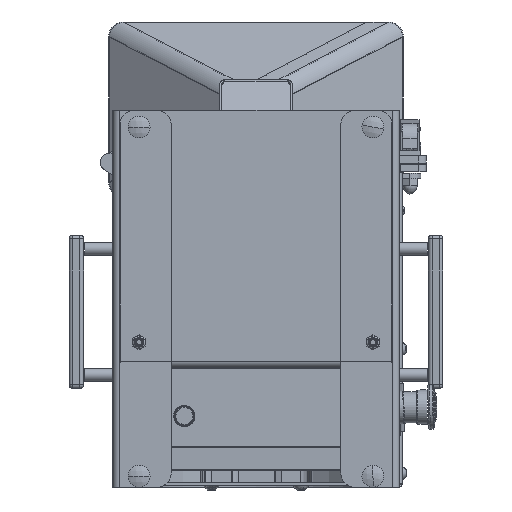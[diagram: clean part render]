
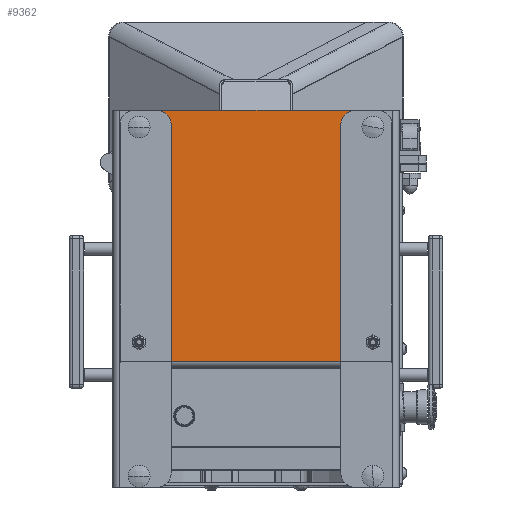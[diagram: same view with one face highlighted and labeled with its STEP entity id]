
A CAD part, front view. The second image highlights one B-rep face of the part: STEP entity #9362.
In plain terms, the highlighted planar face has unit normal (0, -1, 0).
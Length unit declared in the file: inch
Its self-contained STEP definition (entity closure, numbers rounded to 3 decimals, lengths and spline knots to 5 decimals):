
#911 = AXIS2_PLACEMENT_3D ( 'NONE', #36268, #73471, #6379 ) ;
#1902 = CARTESIAN_POINT ( 'NONE',  ( -4.005, -7.5749, 4.972 ) ) ;
#2170 = VERTEX_POINT ( 'NONE', #77851 ) ;
#2430 = DIRECTION ( 'NONE',  ( 0., 0., -1. ) ) ;
#2957 = VERTEX_POINT ( 'NONE', #19864 ) ;
#3061 = DIRECTION ( 'NONE',  ( 0., 0., -1. ) ) ;
#3348 = ORIENTED_EDGE ( 'NONE', *, *, #46567, .T. ) ;
#3818 = CARTESIAN_POINT ( 'NONE',  ( 0., -7.5749, 4.3301 ) ) ;
#6379 = DIRECTION ( 'NONE',  ( 0., 0., 1. ) ) ;
#6581 = AXIS2_PLACEMENT_3D ( 'NONE', #41686, #30963, #43269 ) ;
#6762 = EDGE_CURVE ( 'NONE', #2170, #66721, #50621, .T. ) ;
#7523 = EDGE_CURVE ( 'NONE', #39332, #35150, #12089, .T. ) ;
#7832 = ORIENTED_EDGE ( 'NONE', *, *, #33381, .T. ) ;
#7854 = ORIENTED_EDGE ( 'NONE', *, *, #6762, .F. ) ;
#8344 = CARTESIAN_POINT ( 'NONE',  ( 4.6574, -7.5749, 4.1751 ) ) ;
#8348 = VECTOR ( 'NONE', #35873, 39.37008 ) ;
#8523 = CARTESIAN_POINT ( 'NONE',  ( -4.6574, -7.5749, 4.3301 ) ) ;
#9362 = ADVANCED_FACE ( 'NONE', ( #72683, #43028, #18342, #48616, #17944 ), #66682, .T. ) ;
#10438 = CARTESIAN_POINT ( 'NONE',  ( 4.005, -7.5749, 4.839 ) ) ;
#11719 = DIRECTION ( 'NONE',  ( 0., 0., -1. ) ) ;
#12089 = CIRCLE ( 'NONE', #28675, 0.133 ) ;
#12523 = EDGE_CURVE ( 'NONE', #52493, #55204, #19102, .T. ) ;
#13104 = CARTESIAN_POINT ( 'NONE',  ( 4.6574, -7.5749, 12.9256 ) ) ;
#13297 = CIRCLE ( 'NONE', #60498, 0.133 ) ;
#14095 = VERTEX_POINT ( 'NONE', #8523 ) ;
#15285 = CARTESIAN_POINT ( 'NONE',  ( -4.005, -7.5749, 12.2145 ) ) ;
#16021 = AXIS2_PLACEMENT_3D ( 'NONE', #28674, #58203, #27913 ) ;
#16870 = EDGE_CURVE ( 'NONE', #14095, #47350, #54208, .T. ) ;
#17687 = DIRECTION ( 'NONE',  ( 0., 0., 1. ) ) ;
#17939 = CARTESIAN_POINT ( 'NONE',  ( -4.6574, -7.5749, 12.9256 ) ) ;
#17944 = FACE_OUTER_BOUND ( 'NONE', #63966, .T. ) ;
#18342 = FACE_BOUND ( 'NONE', #38869, .T. ) ;
#18828 = VECTOR ( 'NONE', #37398, 39.37008 ) ;
#19079 = EDGE_LOOP ( 'NONE', ( #3348, #71346 ) ) ;
#19102 = LINE ( 'NONE', #13104, #18828 ) ;
#19864 = CARTESIAN_POINT ( 'NONE',  ( -4.005, -7.5749, 4.839 ) ) ;
#20031 = DIRECTION ( 'NONE',  ( 0., 0., -1. ) ) ;
#20231 = DIRECTION ( 'NONE',  ( 0., 0., -1. ) ) ;
#20690 = AXIS2_PLACEMENT_3D ( 'NONE', #32347, #44650, #37898 ) ;
#21183 = VERTEX_POINT ( 'NONE', #56612 ) ;
#22412 = CARTESIAN_POINT ( 'NONE',  ( -4.005, -7.5749, 12.3475 ) ) ;
#22807 = EDGE_LOOP ( 'NONE', ( #7832, #25822 ) ) ;
#23929 = ORIENTED_EDGE ( 'NONE', *, *, #38423, .T. ) ;
#24420 = CIRCLE ( 'NONE', #6581, 0.5 ) ;
#24497 = CARTESIAN_POINT ( 'NONE',  ( -4.1574, -7.5749, 12.4256 ) ) ;
#25822 = ORIENTED_EDGE ( 'NONE', *, *, #7523, .T. ) ;
#27366 = DIRECTION ( 'NONE',  ( 1., 0., 0. ) ) ;
#27913 = DIRECTION ( 'NONE',  ( 0., 0., -1. ) ) ;
#28674 = CARTESIAN_POINT ( 'NONE',  ( 4.005, -7.5749, 12.3475 ) ) ;
#28675 = AXIS2_PLACEMENT_3D ( 'NONE', #22412, #40352, #59141 ) ;
#30010 = CARTESIAN_POINT ( 'NONE',  ( 4.005, -7.5749, 12.2145 ) ) ;
#30053 = CIRCLE ( 'NONE', #16021, 0.133 ) ;
#30841 = CARTESIAN_POINT ( 'NONE',  ( 4.005, -7.5749, 12.3475 ) ) ;
#30963 = DIRECTION ( 'NONE',  ( 0., -1., 0. ) ) ;
#32347 = CARTESIAN_POINT ( 'NONE',  ( 4.005, -7.5749, 4.972 ) ) ;
#32718 = CARTESIAN_POINT ( 'NONE',  ( -4.005, -7.5749, 4.972 ) ) ;
#33228 = ORIENTED_EDGE ( 'NONE', *, *, #45887, .T. ) ;
#33381 = EDGE_CURVE ( 'NONE', #35150, #39332, #59374, .T. ) ;
#34252 = CARTESIAN_POINT ( 'NONE',  ( -4.1574, -7.5749, 12.9256 ) ) ;
#34926 = CARTESIAN_POINT ( 'NONE',  ( 4.005, -7.5749, 5.105 ) ) ;
#35150 = VERTEX_POINT ( 'NONE', #15285 ) ;
#35242 = CARTESIAN_POINT ( 'NONE',  ( 4.005, -7.5749, 4.972 ) ) ;
#35450 = AXIS2_PLACEMENT_3D ( 'NONE', #30841, #74397, #20031 ) ;
#35873 = DIRECTION ( 'NONE',  ( 0., 0., 1. ) ) ;
#36268 = CARTESIAN_POINT ( 'NONE',  ( 0., -7.5749, 4.1126 ) ) ;
#37398 = DIRECTION ( 'NONE',  ( 1., 0., 0. ) ) ;
#37678 = AXIS2_PLACEMENT_3D ( 'NONE', #70888, #64485, #3061 ) ;
#37898 = DIRECTION ( 'NONE',  ( 0., 0., -1. ) ) ;
#38423 = EDGE_CURVE ( 'NONE', #21183, #2957, #13297, .T. ) ;
#38869 = EDGE_LOOP ( 'NONE', ( #61817, #23929 ) ) ;
#39332 = VERTEX_POINT ( 'NONE', #73850 ) ;
#40352 = DIRECTION ( 'NONE',  ( 0., 1., 0. ) ) ;
#41686 = CARTESIAN_POINT ( 'NONE',  ( 4.1574, -7.5749, 12.4256 ) ) ;
#42680 = AXIS2_PLACEMENT_3D ( 'NONE', #1902, #74998, #20231 ) ;
#43028 = FACE_BOUND ( 'NONE', #51059, .T. ) ;
#43269 = DIRECTION ( 'NONE',  ( 0., 0., 1. ) ) ;
#44650 = DIRECTION ( 'NONE',  ( 0., 1., 0. ) ) ;
#45887 = EDGE_CURVE ( 'NONE', #2170, #55204, #24420, .T. ) ;
#46181 = EDGE_CURVE ( 'NONE', #52907, #46410, #53745, .T. ) ;
#46410 = VERTEX_POINT ( 'NONE', #10438 ) ;
#46489 = CIRCLE ( 'NONE', #42680, 0.133 ) ;
#46567 = EDGE_CURVE ( 'NONE', #46410, #52907, #56351, .T. ) ;
#46582 = ORIENTED_EDGE ( 'NONE', *, *, #16870, .F. ) ;
#47350 = VERTEX_POINT ( 'NONE', #77491 ) ;
#48616 = FACE_BOUND ( 'NONE', #19079, .T. ) ;
#48675 = VERTEX_POINT ( 'NONE', #71960 ) ;
#48850 = ORIENTED_EDGE ( 'NONE', *, *, #65864, .T. ) ;
#50621 = LINE ( 'NONE', #8344, #64155 ) ;
#51059 = EDGE_LOOP ( 'NONE', ( #52850, #76425 ) ) ;
#51242 = LINE ( 'NONE', #3818, #75134 ) ;
#52493 = VERTEX_POINT ( 'NONE', #34252 ) ;
#52850 = ORIENTED_EDGE ( 'NONE', *, *, #73915, .T. ) ;
#52907 = VERTEX_POINT ( 'NONE', #34926 ) ;
#53202 = CARTESIAN_POINT ( 'NONE',  ( 4.6574, -7.5749, 4.3301 ) ) ;
#53294 = ORIENTED_EDGE ( 'NONE', *, *, #76182, .T. ) ;
#53745 = CIRCLE ( 'NONE', #57594, 0.133 ) ;
#54208 = LINE ( 'NONE', #17939, #8348 ) ;
#55204 = VERTEX_POINT ( 'NONE', #66107 ) ;
#56351 = CIRCLE ( 'NONE', #20690, 0.133 ) ;
#56612 = CARTESIAN_POINT ( 'NONE',  ( -4.005, -7.5749, 5.105 ) ) ;
#57594 = AXIS2_PLACEMENT_3D ( 'NONE', #35242, #73237, #11719 ) ;
#58203 = DIRECTION ( 'NONE',  ( 0., 1., 0. ) ) ;
#59141 = DIRECTION ( 'NONE',  ( 0., 0., -1. ) ) ;
#59374 = CIRCLE ( 'NONE', #37678, 0.133 ) ;
#59668 = VERTEX_POINT ( 'NONE', #30010 ) ;
#59706 = CIRCLE ( 'NONE', #35450, 0.133 ) ;
#60498 = AXIS2_PLACEMENT_3D ( 'NONE', #32718, #68703, #2430 ) ;
#61817 = ORIENTED_EDGE ( 'NONE', *, *, #68979, .T. ) ;
#62808 = CIRCLE ( 'NONE', #64132, 0.5 ) ;
#63966 = EDGE_LOOP ( 'NONE', ( #69714, #48850, #46582, #53294, #7854, #33228 ) ) ;
#64132 = AXIS2_PLACEMENT_3D ( 'NONE', #24497, #72421, #17687 ) ;
#64155 = VECTOR ( 'NONE', #68677, 39.37008 ) ;
#64485 = DIRECTION ( 'NONE',  ( 0., 1., 0. ) ) ;
#65864 = EDGE_CURVE ( 'NONE', #52493, #47350, #62808, .T. ) ;
#66107 = CARTESIAN_POINT ( 'NONE',  ( 4.1574, -7.5749, 12.9256 ) ) ;
#66682 = PLANE ( 'NONE',  #911 ) ;
#66721 = VERTEX_POINT ( 'NONE', #53202 ) ;
#68677 = DIRECTION ( 'NONE',  ( 0., 0., -1. ) ) ;
#68703 = DIRECTION ( 'NONE',  ( 0., 1., 0. ) ) ;
#68979 = EDGE_CURVE ( 'NONE', #2957, #21183, #46489, .T. ) ;
#69714 = ORIENTED_EDGE ( 'NONE', *, *, #12523, .F. ) ;
#70888 = CARTESIAN_POINT ( 'NONE',  ( -4.005, -7.5749, 12.3475 ) ) ;
#71346 = ORIENTED_EDGE ( 'NONE', *, *, #46181, .T. ) ;
#71796 = EDGE_CURVE ( 'NONE', #48675, #59668, #59706, .T. ) ;
#71960 = CARTESIAN_POINT ( 'NONE',  ( 4.005, -7.5749, 12.4805 ) ) ;
#72421 = DIRECTION ( 'NONE',  ( 0., -1., 0. ) ) ;
#72683 = FACE_BOUND ( 'NONE', #22807, .T. ) ;
#73237 = DIRECTION ( 'NONE',  ( 0., 1., 0. ) ) ;
#73471 = DIRECTION ( 'NONE',  ( 0., -1., 0. ) ) ;
#73850 = CARTESIAN_POINT ( 'NONE',  ( -4.005, -7.5749, 12.4805 ) ) ;
#73915 = EDGE_CURVE ( 'NONE', #59668, #48675, #30053, .T. ) ;
#74397 = DIRECTION ( 'NONE',  ( 0., 1., 0. ) ) ;
#74998 = DIRECTION ( 'NONE',  ( 0., 1., 0. ) ) ;
#75134 = VECTOR ( 'NONE', #27366, 39.37008 ) ;
#76182 = EDGE_CURVE ( 'NONE', #14095, #66721, #51242, .T. ) ;
#76425 = ORIENTED_EDGE ( 'NONE', *, *, #71796, .T. ) ;
#77491 = CARTESIAN_POINT ( 'NONE',  ( -4.6574, -7.5749, 12.4256 ) ) ;
#77851 = CARTESIAN_POINT ( 'NONE',  ( 4.6574, -7.5749, 12.4256 ) ) ;
